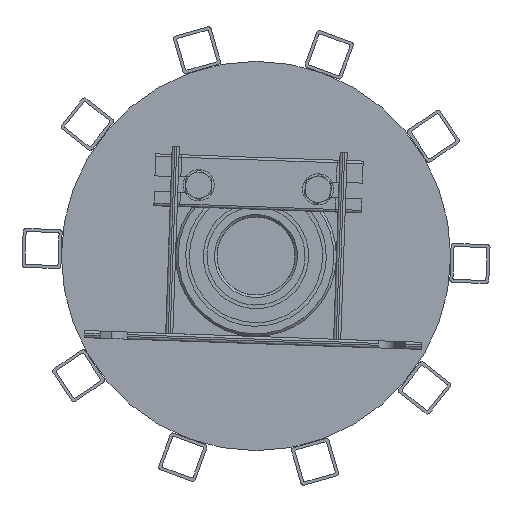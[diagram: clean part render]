
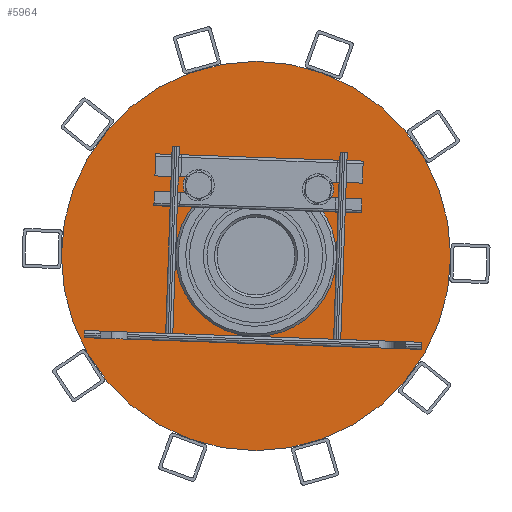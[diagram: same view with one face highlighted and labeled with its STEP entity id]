
A CAD part, front view. The second image highlights one B-rep face of the part: STEP entity #5964.
In plain terms, the highlighted planar face has unit normal (0, -1, 0).
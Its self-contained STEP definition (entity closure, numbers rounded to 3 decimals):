
#1929=CIRCLE('',#7218,20.);
#1930=CIRCLE('',#7219,75.);
#3132=ORIENTED_EDGE('',*,*,#3763,.T.);
#3133=ORIENTED_EDGE('',*,*,#3764,.F.);
#3763=EDGE_CURVE('',#4196,#4196,#1929,.T.);
#3764=EDGE_CURVE('',#4197,#4197,#1930,.T.);
#4196=VERTEX_POINT('',#11615);
#4197=VERTEX_POINT('',#11617);
#5059=EDGE_LOOP('',(#3132));
#5060=EDGE_LOOP('',(#3133));
#5480=FACE_BOUND('',#5059,.T.);
#5481=FACE_BOUND('',#5060,.T.);
#5643=PLANE('',#7217);
#5964=ADVANCED_FACE('',(#5480,#5481),#5643,.F.);
#7217=AXIS2_PLACEMENT_3D('',#11613,#9241,#9242);
#7218=AXIS2_PLACEMENT_3D('',#11614,#9243,#9244);
#7219=AXIS2_PLACEMENT_3D('',#11616,#9245,#9246);
#9241=DIRECTION('',(0.,1.,0.));
#9242=DIRECTION('',(0.,0.,1.));
#9243=DIRECTION('',(0.,1.,0.));
#9244=DIRECTION('',(0.,0.,1.));
#9245=DIRECTION('',(0.,1.,0.));
#9246=DIRECTION('',(0.,0.,1.));
#11613=CARTESIAN_POINT('',(0.,-250.,0.));
#11614=CARTESIAN_POINT('',(0.,-250.,0.));
#11615=CARTESIAN_POINT('',(0.,-250.,20.));
#11616=CARTESIAN_POINT('',(0.,-250.,0.));
#11617=CARTESIAN_POINT('',(0.,-250.,75.));
